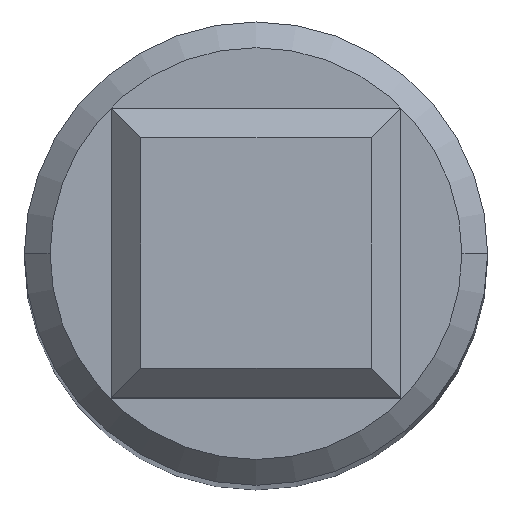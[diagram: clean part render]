
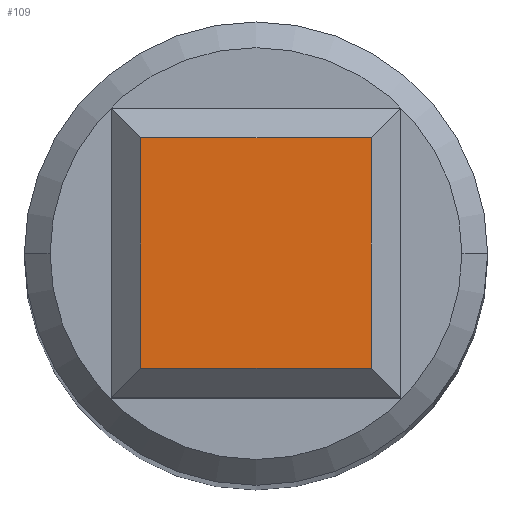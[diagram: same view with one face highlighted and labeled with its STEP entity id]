
A CAD part, top view. The second image highlights one B-rep face of the part: STEP entity #109.
In plain terms, the highlighted planar face has unit normal (0, 0, 1).
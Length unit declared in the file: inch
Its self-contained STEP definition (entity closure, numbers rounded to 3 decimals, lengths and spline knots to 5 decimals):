
#33 = AXIS2_PLACEMENT_3D ( 'NONE', #722, #1273, #1732 ) ;
#42 = LINE ( 'NONE', #526, #893 ) ;
#109 = ADVANCED_FACE ( 'NONE', ( #1046 ), #590, .F. ) ;
#134 = EDGE_CURVE ( 'NONE', #712, #1347, #1061, .T. ) ;
#168 = LINE ( 'NONE', #398, #1637 ) ;
#310 = ORIENTED_EDGE ( 'NONE', *, *, #1261, .T. ) ;
#313 = VECTOR ( 'NONE', #788, 39.37008 ) ;
#345 = LINE ( 'NONE', #444, #927 ) ;
#363 = VERTEX_POINT ( 'NONE', #1335 ) ;
#378 = CARTESIAN_POINT ( 'NONE',  ( 0.02624, -0.09686, 0.40075 ) ) ;
#398 = CARTESIAN_POINT ( 'NONE',  ( 0.10467, -0.09686, 0.40075 ) ) ;
#444 = CARTESIAN_POINT ( 'NONE',  ( 0.06545, -0.05765, 0.40075 ) ) ;
#526 = CARTESIAN_POINT ( 'NONE',  ( 0.06545, -0.13608, 0.40075 ) ) ;
#590 = PLANE ( 'NONE',  #33 ) ;
#652 = DIRECTION ( 'NONE',  ( 0., 1., 0. ) ) ;
#668 = CARTESIAN_POINT ( 'NONE',  ( 0.02624, -0.13608, 0.40075 ) ) ;
#712 = VERTEX_POINT ( 'NONE', #1326 ) ;
#722 = CARTESIAN_POINT ( 'NONE',  ( 0.06545, -0.09686, 0.40075 ) ) ;
#788 = DIRECTION ( 'NONE',  ( 0., -1., 0. ) ) ;
#893 = VECTOR ( 'NONE', #1687, 39.37008 ) ;
#927 = VECTOR ( 'NONE', #1796, 39.37008 ) ;
#992 = CARTESIAN_POINT ( 'NONE',  ( 0.10467, -0.13608, 0.40075 ) ) ;
#1046 = FACE_OUTER_BOUND ( 'NONE', #1803, .T. ) ;
#1061 = LINE ( 'NONE', #378, #313 ) ;
#1100 = EDGE_CURVE ( 'NONE', #363, #712, #345, .T. ) ;
#1261 = EDGE_CURVE ( 'NONE', #1347, #1442, #42, .T. ) ;
#1273 = DIRECTION ( 'NONE',  ( 0., 0., -1. ) ) ;
#1303 = ORIENTED_EDGE ( 'NONE', *, *, #134, .T. ) ;
#1326 = CARTESIAN_POINT ( 'NONE',  ( 0.02624, -0.05765, 0.40075 ) ) ;
#1335 = CARTESIAN_POINT ( 'NONE',  ( 0.10467, -0.05765, 0.40075 ) ) ;
#1347 = VERTEX_POINT ( 'NONE', #668 ) ;
#1369 = EDGE_CURVE ( 'NONE', #1442, #363, #168, .T. ) ;
#1442 = VERTEX_POINT ( 'NONE', #992 ) ;
#1523 = ORIENTED_EDGE ( 'NONE', *, *, #1100, .T. ) ;
#1617 = ORIENTED_EDGE ( 'NONE', *, *, #1369, .T. ) ;
#1637 = VECTOR ( 'NONE', #652, 39.37008 ) ;
#1687 = DIRECTION ( 'NONE',  ( 1., 0., 0. ) ) ;
#1732 = DIRECTION ( 'NONE',  ( -1., 0., 0. ) ) ;
#1796 = DIRECTION ( 'NONE',  ( -1., 0., 0. ) ) ;
#1803 = EDGE_LOOP ( 'NONE', ( #1303, #310, #1617, #1523 ) ) ;
